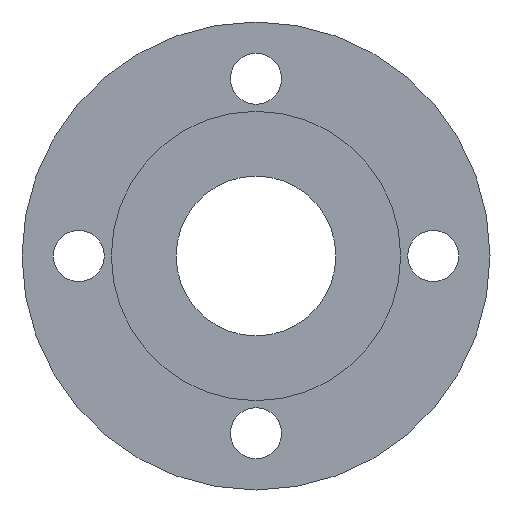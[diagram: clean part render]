
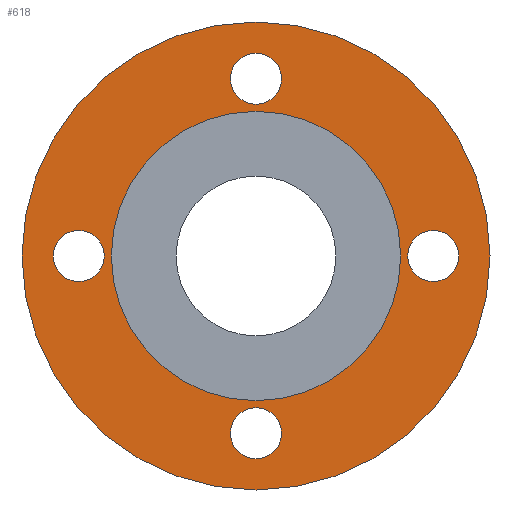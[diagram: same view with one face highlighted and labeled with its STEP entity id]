
A CAD part, front view. The second image highlights one B-rep face of the part: STEP entity #618.
In plain terms, the highlighted planar face has unit normal (0, -1, 0).
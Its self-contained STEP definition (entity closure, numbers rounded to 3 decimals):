
#11 = VERTEX_POINT ( 'NONE', #161 ) ;
#14 = CARTESIAN_POINT ( 'NONE',  ( 0., 3., 51. ) ) ;
#18 = VERTEX_POINT ( 'NONE', #825 ) ;
#39 = DIRECTION ( 'NONE',  ( 0., 0., 1. ) ) ;
#46 = EDGE_CURVE ( 'NONE', #399, #154, #390, .T. ) ;
#51 = CIRCLE ( 'NONE', #339, 9. ) ;
#54 = CARTESIAN_POINT ( 'NONE',  ( 0., 3., -62.5 ) ) ;
#55 = VERTEX_POINT ( 'NONE', #225 ) ;
#59 = ORIENTED_EDGE ( 'NONE', *, *, #245, .F. ) ;
#64 = DIRECTION ( 'NONE',  ( 0., -1., 0. ) ) ;
#66 = DIRECTION ( 'NONE',  ( 0., 0., 1. ) ) ;
#77 = CIRCLE ( 'NONE', #604, 9. ) ;
#80 = CIRCLE ( 'NONE', #191, 9. ) ;
#85 = ORIENTED_EDGE ( 'NONE', *, *, #595, .T. ) ;
#87 = CIRCLE ( 'NONE', #572, 9. ) ;
#113 = DIRECTION ( 'NONE',  ( 0., -1., 0. ) ) ;
#116 = DIRECTION ( 'NONE',  ( 0., 0., -1. ) ) ;
#117 = FACE_OUTER_BOUND ( 'NONE', #709, .T. ) ;
#120 = CIRCLE ( 'NONE', #758, 9. ) ;
#143 = ORIENTED_EDGE ( 'NONE', *, *, #251, .F. ) ;
#147 = ORIENTED_EDGE ( 'NONE', *, *, #221, .F. ) ;
#154 = VERTEX_POINT ( 'NONE', #177 ) ;
#161 = CARTESIAN_POINT ( 'NONE',  ( -71.5, 3., 0. ) ) ;
#164 = DIRECTION ( 'NONE',  ( 0., 0., 1. ) ) ;
#165 = VERTEX_POINT ( 'NONE', #312 ) ;
#173 = CARTESIAN_POINT ( 'NONE',  ( 0., 3., -62.5 ) ) ;
#175 = EDGE_LOOP ( 'NONE', ( #819, #537 ) ) ;
#177 = CARTESIAN_POINT ( 'NONE',  ( 0., 3., -82.5 ) ) ;
#178 = EDGE_CURVE ( 'NONE', #165, #55, #51, .T. ) ;
#186 = DIRECTION ( 'NONE',  ( -1., 0., 0. ) ) ;
#191 = AXIS2_PLACEMENT_3D ( 'NONE', #292, #555, #700 ) ;
#200 = AXIS2_PLACEMENT_3D ( 'NONE', #670, #64, #66 ) ;
#204 = AXIS2_PLACEMENT_3D ( 'NONE', #513, #776, #39 ) ;
#212 = CARTESIAN_POINT ( 'NONE',  ( 71.5, 3., 0. ) ) ;
#219 = CARTESIAN_POINT ( 'NONE',  ( 0., 3., 0. ) ) ;
#221 = EDGE_CURVE ( 'NONE', #18, #283, #679, .T. ) ;
#225 = CARTESIAN_POINT ( 'NONE',  ( 0., 3., -71.5 ) ) ;
#240 = AXIS2_PLACEMENT_3D ( 'NONE', #219, #631, #815 ) ;
#243 = EDGE_LOOP ( 'NONE', ( #147, #738 ) ) ;
#244 = CARTESIAN_POINT ( 'NONE',  ( 0., 3., 62.5 ) ) ;
#245 = EDGE_CURVE ( 'NONE', #629, #11, #120, .T. ) ;
#251 = EDGE_CURVE ( 'NONE', #302, #581, #382, .T. ) ;
#252 = EDGE_CURVE ( 'NONE', #55, #165, #77, .T. ) ;
#268 = AXIS2_PLACEMENT_3D ( 'NONE', #244, #710, #389 ) ;
#282 = CARTESIAN_POINT ( 'NONE',  ( 0., 3., 0. ) ) ;
#283 = VERTEX_POINT ( 'NONE', #784 ) ;
#287 = DIRECTION ( 'NONE',  ( 0., 1., 0. ) ) ;
#292 = CARTESIAN_POINT ( 'NONE',  ( -62.5, 3., 0. ) ) ;
#293 = ORIENTED_EDGE ( 'NONE', *, *, #469, .F. ) ;
#301 = DIRECTION ( 'NONE',  ( 0., 0., -1. ) ) ;
#302 = VERTEX_POINT ( 'NONE', #737 ) ;
#308 = CIRCLE ( 'NONE', #200, 9. ) ;
#312 = CARTESIAN_POINT ( 'NONE',  ( 0., 3., -53.5 ) ) ;
#315 = AXIS2_PLACEMENT_3D ( 'NONE', #375, #584, #301 ) ;
#318 = ORIENTED_EDGE ( 'NONE', *, *, #592, .F. ) ;
#319 = DIRECTION ( 'NONE',  ( 0., 0., -1. ) ) ;
#339 = AXIS2_PLACEMENT_3D ( 'NONE', #173, #113, #116 ) ;
#344 = VERTEX_POINT ( 'NONE', #14 ) ;
#346 = DIRECTION ( 'NONE',  ( 0., 0., 1. ) ) ;
#348 = CARTESIAN_POINT ( 'NONE',  ( 0., 3., -51. ) ) ;
#375 = CARTESIAN_POINT ( 'NONE',  ( 0., 3., 51. ) ) ;
#382 = CIRCLE ( 'NONE', #799, 9. ) ;
#383 = CARTESIAN_POINT ( 'NONE',  ( 62.5, 3., 0. ) ) ;
#384 = AXIS2_PLACEMENT_3D ( 'NONE', #487, #287, #346 ) ;
#389 = DIRECTION ( 'NONE',  ( 0., 0., 1. ) ) ;
#390 = CIRCLE ( 'NONE', #240, 82.5 ) ;
#394 = CARTESIAN_POINT ( 'NONE',  ( 62.5, 3., 0. ) ) ;
#397 = EDGE_CURVE ( 'NONE', #581, #302, #87, .T. ) ;
#398 = DIRECTION ( 'NONE',  ( 1., 0., 0. ) ) ;
#399 = VERTEX_POINT ( 'NONE', #673 ) ;
#404 = EDGE_CURVE ( 'NONE', #283, #18, #308, .T. ) ;
#412 = DIRECTION ( 'NONE',  ( 0., 1., 0. ) ) ;
#448 = FACE_BOUND ( 'NONE', #766, .T. ) ;
#449 = EDGE_LOOP ( 'NONE', ( #143, #458 ) ) ;
#458 = ORIENTED_EDGE ( 'NONE', *, *, #397, .F. ) ;
#469 = EDGE_CURVE ( 'NONE', #154, #399, #802, .T. ) ;
#487 = CARTESIAN_POINT ( 'NONE',  ( 0., 3., 0. ) ) ;
#500 = FACE_BOUND ( 'NONE', #243, .T. ) ;
#505 = PLANE ( 'NONE',  #315 ) ;
#513 = CARTESIAN_POINT ( 'NONE',  ( 0., 3., 0. ) ) ;
#514 = VERTEX_POINT ( 'NONE', #348 ) ;
#518 = FACE_BOUND ( 'NONE', #175, .T. ) ;
#519 = ORIENTED_EDGE ( 'NONE', *, *, #46, .F. ) ;
#537 = ORIENTED_EDGE ( 'NONE', *, *, #252, .F. ) ;
#544 = CIRCLE ( 'NONE', #667, 51. ) ;
#555 = DIRECTION ( 'NONE',  ( 0., -1., 0. ) ) ;
#571 = CARTESIAN_POINT ( 'NONE',  ( -62.5, 3., 0. ) ) ;
#572 = AXIS2_PLACEMENT_3D ( 'NONE', #394, #666, #398 ) ;
#581 = VERTEX_POINT ( 'NONE', #212 ) ;
#582 = DIRECTION ( 'NONE',  ( 0., -1., 0. ) ) ;
#584 = DIRECTION ( 'NONE',  ( 0., -1., 0. ) ) ;
#592 = EDGE_CURVE ( 'NONE', #11, #629, #80, .T. ) ;
#595 = EDGE_CURVE ( 'NONE', #344, #514, #544, .T. ) ;
#604 = AXIS2_PLACEMENT_3D ( 'NONE', #54, #841, #319 ) ;
#618 = ADVANCED_FACE ( 'NONE', ( #830, #500, #644, #518, #448, #117 ), #505, .T. ) ;
#629 = VERTEX_POINT ( 'NONE', #712 ) ;
#631 = DIRECTION ( 'NONE',  ( 0., 1., 0. ) ) ;
#644 = FACE_BOUND ( 'NONE', #449, .T. ) ;
#653 = DIRECTION ( 'NONE',  ( 1., 0., 0. ) ) ;
#666 = DIRECTION ( 'NONE',  ( 0., -1., 0. ) ) ;
#667 = AXIS2_PLACEMENT_3D ( 'NONE', #282, #412, #164 ) ;
#670 = CARTESIAN_POINT ( 'NONE',  ( 0., 3., 62.5 ) ) ;
#673 = CARTESIAN_POINT ( 'NONE',  ( 0., 3., 82.5 ) ) ;
#678 = EDGE_LOOP ( 'NONE', ( #59, #318 ) ) ;
#679 = CIRCLE ( 'NONE', #268, 9. ) ;
#700 = DIRECTION ( 'NONE',  ( -1., 0., 0. ) ) ;
#709 = EDGE_LOOP ( 'NONE', ( #519, #293 ) ) ;
#710 = DIRECTION ( 'NONE',  ( 0., -1., 0. ) ) ;
#712 = CARTESIAN_POINT ( 'NONE',  ( -53.5, 3., 0. ) ) ;
#717 = DIRECTION ( 'NONE',  ( 0., -1., 0. ) ) ;
#718 = EDGE_CURVE ( 'NONE', #514, #344, #772, .T. ) ;
#737 = CARTESIAN_POINT ( 'NONE',  ( 53.5, 3., 0. ) ) ;
#738 = ORIENTED_EDGE ( 'NONE', *, *, #404, .F. ) ;
#758 = AXIS2_PLACEMENT_3D ( 'NONE', #571, #717, #186 ) ;
#764 = ORIENTED_EDGE ( 'NONE', *, *, #718, .T. ) ;
#766 = EDGE_LOOP ( 'NONE', ( #85, #764 ) ) ;
#772 = CIRCLE ( 'NONE', #204, 51. ) ;
#776 = DIRECTION ( 'NONE',  ( 0., 1., 0. ) ) ;
#784 = CARTESIAN_POINT ( 'NONE',  ( 0., 3., 71.5 ) ) ;
#799 = AXIS2_PLACEMENT_3D ( 'NONE', #383, #582, #653 ) ;
#802 = CIRCLE ( 'NONE', #384, 82.5 ) ;
#815 = DIRECTION ( 'NONE',  ( 0., 0., 1. ) ) ;
#819 = ORIENTED_EDGE ( 'NONE', *, *, #178, .F. ) ;
#825 = CARTESIAN_POINT ( 'NONE',  ( 0., 3., 53.5 ) ) ;
#830 = FACE_BOUND ( 'NONE', #678, .T. ) ;
#841 = DIRECTION ( 'NONE',  ( 0., -1., 0. ) ) ;
